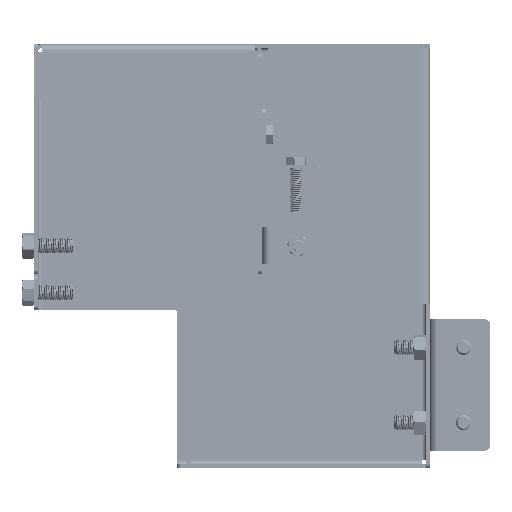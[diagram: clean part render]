
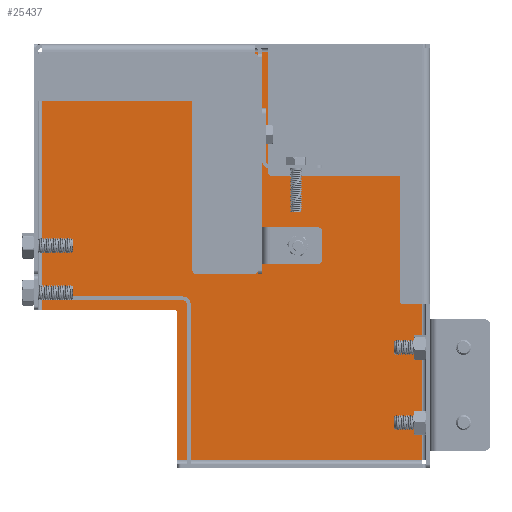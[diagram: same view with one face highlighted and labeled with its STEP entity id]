
A CAD part, left-side view. The second image highlights one B-rep face of the part: STEP entity #25437.
In plain terms, the highlighted face is planar.
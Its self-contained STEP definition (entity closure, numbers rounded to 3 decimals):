
#135 = AXIS2_PLACEMENT_3D ( 'NONE', #23442, #15686, #28334 ) ;
#533 = ORIENTED_EDGE ( 'NONE', *, *, #21172, .T. ) ;
#945 = LINE ( 'NONE', #14653, #20480 ) ;
#1000 = VECTOR ( 'NONE', #7084, 1000. ) ;
#1359 = DIRECTION ( 'NONE',  ( -1., 0., 0. ) ) ;
#1391 = LINE ( 'NONE', #22382, #20922 ) ;
#1576 = DIRECTION ( 'NONE',  ( 0., 1., 0. ) ) ;
#1619 = VECTOR ( 'NONE', #14905, 1000. ) ;
#1856 = CARTESIAN_POINT ( 'NONE',  ( 221., 4., -2. ) ) ;
#1914 = PLANE ( 'NONE',  #13823 ) ;
#2025 = ORIENTED_EDGE ( 'NONE', *, *, #12414, .T. ) ;
#2155 = CARTESIAN_POINT ( 'NONE',  ( 141., 206., -2. ) ) ;
#3013 = CARTESIAN_POINT ( 'NONE',  ( 133.9, 177.6, -2. ) ) ;
#3323 = ORIENTED_EDGE ( 'NONE', *, *, #12737, .F. ) ;
#3391 = EDGE_LOOP ( 'NONE', ( #19012, #6539, #19266, #533 ) ) ;
#3752 = DIRECTION ( 'NONE',  ( 1., 0., 0. ) ) ;
#3912 = VECTOR ( 'NONE', #17547, 1000. ) ;
#4009 = EDGE_LOOP ( 'NONE', ( #2025, #25576, #10055, #22161 ) ) ;
#4087 = CARTESIAN_POINT ( 'NONE',  ( 0., 134., -2. ) ) ;
#4722 = VECTOR ( 'NONE', #3752, 1000. ) ;
#4949 = EDGE_CURVE ( 'NONE', #8393, #7674, #28368, .T. ) ;
#5905 = VERTEX_POINT ( 'NONE', #7555 ) ;
#6179 = CARTESIAN_POINT ( 'NONE',  ( 221., 0., -2. ) ) ;
#6539 = ORIENTED_EDGE ( 'NONE', *, *, #21849, .T. ) ;
#6916 = VERTEX_POINT ( 'NONE', #2155 ) ;
#6980 = EDGE_CURVE ( 'NONE', #10795, #19478, #1391, .T. ) ;
#7084 = DIRECTION ( 'NONE',  ( 1., 0., 0. ) ) ;
#7409 = DIRECTION ( 'NONE',  ( -1., 0., 0. ) ) ;
#7443 = CARTESIAN_POINT ( 'NONE',  ( 173.4, 129.1, -2. ) ) ;
#7458 = LINE ( 'NONE', #25716, #25829 ) ;
#7493 = CARTESIAN_POINT ( 'NONE',  ( 0., 206., -2. ) ) ;
#7555 = CARTESIAN_POINT ( 'NONE',  ( 143., 134., -2. ) ) ;
#7608 = VERTEX_POINT ( 'NONE', #15324 ) ;
#7674 = VERTEX_POINT ( 'NONE', #17735 ) ;
#7984 = VERTEX_POINT ( 'NONE', #1856 ) ;
#8393 = VERTEX_POINT ( 'NONE', #17606 ) ;
#9146 = CARTESIAN_POINT ( 'NONE',  ( 4., 4., -2. ) ) ;
#9328 = CARTESIAN_POINT ( 'NONE',  ( 141., 0., -2. ) ) ;
#9477 = LINE ( 'NONE', #7443, #1619 ) ;
#9747 = DIRECTION ( 'NONE',  ( 0., 1., 0. ) ) ;
#10055 = ORIENTED_EDGE ( 'NONE', *, *, #10835, .T. ) ;
#10142 = DIRECTION ( 'NONE',  ( -1., 0., 0. ) ) ;
#10175 = LINE ( 'NONE', #17214, #3912 ) ;
#10290 = LINE ( 'NONE', #4087, #17732 ) ;
#10609 = CARTESIAN_POINT ( 'NONE',  ( 221., 134., -2. ) ) ;
#10795 = VERTEX_POINT ( 'NONE', #17540 ) ;
#10835 = EDGE_CURVE ( 'NONE', #19478, #8393, #9477, .T. ) ;
#11308 = VERTEX_POINT ( 'NONE', #21092 ) ;
#11600 = VECTOR ( 'NONE', #30502, 1000. ) ;
#11791 = VECTOR ( 'NONE', #9747, 1000. ) ;
#12414 = EDGE_CURVE ( 'NONE', #7674, #10795, #7458, .T. ) ;
#12442 = LINE ( 'NONE', #6179, #23374 ) ;
#12737 = EDGE_CURVE ( 'NONE', #7608, #6916, #25056, .T. ) ;
#13454 = EDGE_CURVE ( 'NONE', #26487, #20088, #10175, .T. ) ;
#13823 = AXIS2_PLACEMENT_3D ( 'NONE', #19308, #21812, #24555 ) ;
#13984 = DIRECTION ( 'NONE',  ( 0., 1., 0. ) ) ;
#14653 = CARTESIAN_POINT ( 'NONE',  ( 4., 0., -2. ) ) ;
#14905 = DIRECTION ( 'NONE',  ( 0., -1., 0. ) ) ;
#14917 = VECTOR ( 'NONE', #25750, 1000. ) ;
#15324 = CARTESIAN_POINT ( 'NONE',  ( 141., 136., -2. ) ) ;
#15686 = DIRECTION ( 'NONE',  ( 0., 0., 1. ) ) ;
#15788 = DIRECTION ( 'NONE',  ( 0., 1., 0. ) ) ;
#16157 = VECTOR ( 'NONE', #10142, 1000. ) ;
#16336 = LINE ( 'NONE', #26076, #19450 ) ;
#17214 = CARTESIAN_POINT ( 'NONE',  ( 133.9, 177.6, -2. ) ) ;
#17461 = LINE ( 'NONE', #18192, #11600 ) ;
#17540 = CARTESIAN_POINT ( 'NONE',  ( 188.6, 129.1, -2. ) ) ;
#17547 = DIRECTION ( 'NONE',  ( 0., -1., 0. ) ) ;
#17606 = CARTESIAN_POINT ( 'NONE',  ( 173.4, 126.9, -2. ) ) ;
#17611 = CIRCLE ( 'NONE', #135, 2. ) ;
#17732 = VECTOR ( 'NONE', #1359, 1000. ) ;
#17735 = CARTESIAN_POINT ( 'NONE',  ( 188.6, 126.9, -2. ) ) ;
#18192 = CARTESIAN_POINT ( 'NONE',  ( 0., 4., -2. ) ) ;
#18297 = FACE_OUTER_BOUND ( 'NONE', #20548, .T. ) ;
#18358 = CARTESIAN_POINT ( 'NONE',  ( 136.1, 177.6, -2. ) ) ;
#18410 = CARTESIAN_POINT ( 'NONE',  ( 133.9, 162.4, -2. ) ) ;
#18722 = EDGE_CURVE ( 'NONE', #25144, #5905, #10290, .T. ) ;
#19012 = ORIENTED_EDGE ( 'NONE', *, *, #25877, .T. ) ;
#19266 = ORIENTED_EDGE ( 'NONE', *, *, #13454, .T. ) ;
#19308 = CARTESIAN_POINT ( 'NONE',  ( 0., 0., -2. ) ) ;
#19450 = VECTOR ( 'NONE', #13984, 1000. ) ;
#19478 = VERTEX_POINT ( 'NONE', #24041 ) ;
#19790 = CARTESIAN_POINT ( 'NONE',  ( 136.1, 162.4, -2. ) ) ;
#20088 = VERTEX_POINT ( 'NONE', #18410 ) ;
#20480 = VECTOR ( 'NONE', #32215, 1000. ) ;
#20548 = EDGE_LOOP ( 'NONE', ( #22665, #27202, #3323, #24106, #24873, #26751, #25211 ) ) ;
#20922 = VECTOR ( 'NONE', #7409, 1000. ) ;
#21092 = CARTESIAN_POINT ( 'NONE',  ( 4., 206., -2. ) ) ;
#21155 = LINE ( 'NONE', #23536, #4722 ) ;
#21172 = EDGE_CURVE ( 'NONE', #20088, #27155, #21155, .T. ) ;
#21420 = FACE_BOUND ( 'NONE', #4009, .T. ) ;
#21538 = LINE ( 'NONE', #3013, #14917 ) ;
#21812 = DIRECTION ( 'NONE',  ( 0., 0., -1. ) ) ;
#21849 = EDGE_CURVE ( 'NONE', #25145, #26487, #21538, .T. ) ;
#22074 = CARTESIAN_POINT ( 'NONE',  ( 173.4, 126.9, -2. ) ) ;
#22161 = ORIENTED_EDGE ( 'NONE', *, *, #4949, .T. ) ;
#22382 = CARTESIAN_POINT ( 'NONE',  ( 173.4, 129.1, -2. ) ) ;
#22665 = ORIENTED_EDGE ( 'NONE', *, *, #28716, .F. ) ;
#22689 = EDGE_CURVE ( 'NONE', #7608, #5905, #17611, .T. ) ;
#23374 = VECTOR ( 'NONE', #1576, 1000. ) ;
#23442 = CARTESIAN_POINT ( 'NONE',  ( 143., 136., -2. ) ) ;
#23536 = CARTESIAN_POINT ( 'NONE',  ( 133.9, 162.4, -2. ) ) ;
#24041 = CARTESIAN_POINT ( 'NONE',  ( 173.4, 129.1, -2. ) ) ;
#24106 = ORIENTED_EDGE ( 'NONE', *, *, #22689, .T. ) ;
#24555 = DIRECTION ( 'NONE',  ( -1., 0., 0. ) ) ;
#24873 = ORIENTED_EDGE ( 'NONE', *, *, #18722, .F. ) ;
#25056 = LINE ( 'NONE', #9328, #11791 ) ;
#25144 = VERTEX_POINT ( 'NONE', #10609 ) ;
#25145 = VERTEX_POINT ( 'NONE', #18358 ) ;
#25211 = ORIENTED_EDGE ( 'NONE', *, *, #27726, .F. ) ;
#25341 = FACE_BOUND ( 'NONE', #3391, .T. ) ;
#25437 = ADVANCED_FACE ( 'NONE', ( #25341, #21420, #18297 ), #1914, .T. ) ;
#25576 = ORIENTED_EDGE ( 'NONE', *, *, #6980, .T. ) ;
#25716 = CARTESIAN_POINT ( 'NONE',  ( 188.6, 129.1, -2. ) ) ;
#25750 = DIRECTION ( 'NONE',  ( -1., 0., 0. ) ) ;
#25829 = VECTOR ( 'NONE', #15788, 1000. ) ;
#25877 = EDGE_CURVE ( 'NONE', #27155, #25145, #16336, .T. ) ;
#25886 = EDGE_CURVE ( 'NONE', #7984, #25144, #12442, .T. ) ;
#26076 = CARTESIAN_POINT ( 'NONE',  ( 136.1, 177.6, -2. ) ) ;
#26487 = VERTEX_POINT ( 'NONE', #28421 ) ;
#26751 = ORIENTED_EDGE ( 'NONE', *, *, #25886, .F. ) ;
#27155 = VERTEX_POINT ( 'NONE', #19790 ) ;
#27202 = ORIENTED_EDGE ( 'NONE', *, *, #32329, .F. ) ;
#27726 = EDGE_CURVE ( 'NONE', #29454, #7984, #17461, .T. ) ;
#28334 = DIRECTION ( 'NONE',  ( -1., 0., 0. ) ) ;
#28368 = LINE ( 'NONE', #22074, #1000 ) ;
#28421 = CARTESIAN_POINT ( 'NONE',  ( 133.9, 177.6, -2. ) ) ;
#28716 = EDGE_CURVE ( 'NONE', #11308, #29454, #945, .T. ) ;
#29454 = VERTEX_POINT ( 'NONE', #9146 ) ;
#29787 = LINE ( 'NONE', #7493, #16157 ) ;
#30502 = DIRECTION ( 'NONE',  ( 1., 0., 0. ) ) ;
#32215 = DIRECTION ( 'NONE',  ( 0., -1., 0. ) ) ;
#32329 = EDGE_CURVE ( 'NONE', #6916, #11308, #29787, .T. ) ;
